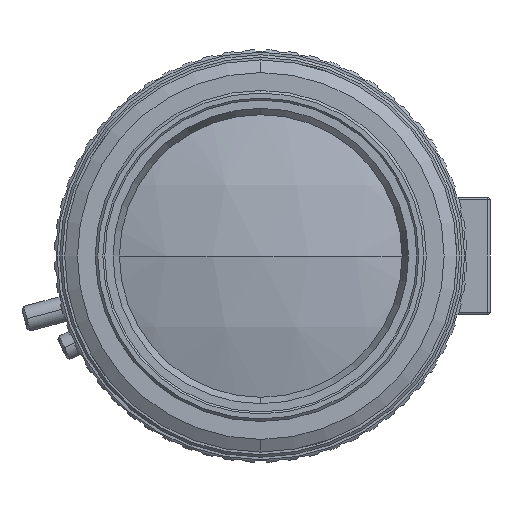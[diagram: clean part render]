
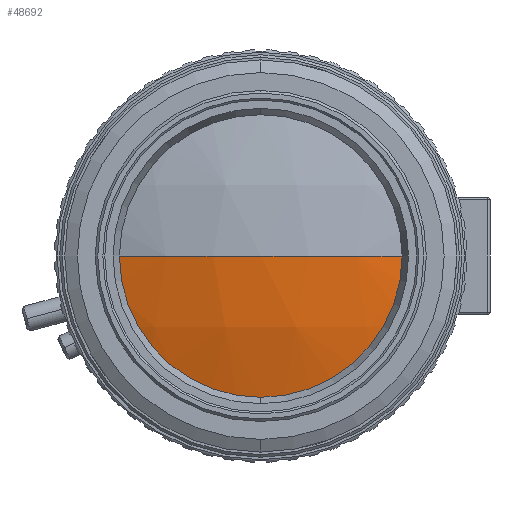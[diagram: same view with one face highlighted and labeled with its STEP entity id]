
A CAD part, left-side view. The second image highlights one B-rep face of the part: STEP entity #48692.
In plain terms, the highlighted spherical face has radius 93.39 mm.
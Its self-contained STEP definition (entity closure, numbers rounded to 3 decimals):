
#367 = DIRECTION ( 'NONE',  ( 0., 1., 0. ) ) ;
#1142 = CIRCLE ( 'NONE', #27225, 93.39 ) ;
#5712 = DIRECTION ( 'NONE',  ( 0., 1., 0. ) ) ;
#9190 = CARTESIAN_POINT ( 'NONE',  ( -67.5, 0., 0. ) ) ;
#11281 = FACE_OUTER_BOUND ( 'NONE', #37530, .T. ) ;
#12592 = DIRECTION ( 'NONE',  ( -1., 0., 0. ) ) ;
#16722 = CARTESIAN_POINT ( 'NONE',  ( -67.5, 0., 0. ) ) ;
#19121 = VERTEX_POINT ( 'NONE', #47477 ) ;
#21218 = DIRECTION ( 'NONE',  ( 0., 0., 1. ) ) ;
#23273 = VERTEX_POINT ( 'NONE', #49954 ) ;
#23985 = ORIENTED_EDGE ( 'NONE', *, *, #38523, .F. ) ;
#27225 = AXIS2_PLACEMENT_3D ( 'NONE', #29418, #36020, #5712 ) ;
#29418 = CARTESIAN_POINT ( 'NONE',  ( -67.5, 0., 0. ) ) ;
#30187 = CIRCLE ( 'NONE', #41305, 27.75 ) ;
#30229 = CIRCLE ( 'NONE', #51250, 93.39 ) ;
#33436 = EDGE_CURVE ( 'NONE', #23273, #73868, #1142, .T. ) ;
#36020 = DIRECTION ( 'NONE',  ( 0., 0., -1. ) ) ;
#37530 = EDGE_LOOP ( 'NONE', ( #62653, #41125, #23985, #38294 ) ) ;
#38294 = ORIENTED_EDGE ( 'NONE', *, *, #51518, .T. ) ;
#38523 = EDGE_CURVE ( 'NONE', #19121, #73868, #30229, .T. ) ;
#39521 = CARTESIAN_POINT ( 'NONE',  ( -156.672, 0., 0. ) ) ;
#40387 = DIRECTION ( 'NONE',  ( 0., 0., -1. ) ) ;
#41125 = ORIENTED_EDGE ( 'NONE', *, *, #33436, .T. ) ;
#41305 = AXIS2_PLACEMENT_3D ( 'NONE', #53707, #12592, #65315 ) ;
#47477 = CARTESIAN_POINT ( 'NONE',  ( -156.672, 27.75, 0. ) ) ;
#47894 = EDGE_CURVE ( 'NONE', #52423, #23273, #75581, .T. ) ;
#48692 = ADVANCED_FACE ( 'NONE', ( #11281 ), #69827, .T. ) ;
#49954 = CARTESIAN_POINT ( 'NONE',  ( -156.672, -27.75, 0. ) ) ;
#51250 = AXIS2_PLACEMENT_3D ( 'NONE', #9190, #21218, #68511 ) ;
#51518 = EDGE_CURVE ( 'NONE', #19121, #52423, #30187, .T. ) ;
#52423 = VERTEX_POINT ( 'NONE', #74761 ) ;
#53707 = CARTESIAN_POINT ( 'NONE',  ( -156.672, 0., 0. ) ) ;
#57423 = CARTESIAN_POINT ( 'NONE',  ( -160.89, 0., 0. ) ) ;
#62653 = ORIENTED_EDGE ( 'NONE', *, *, #47894, .T. ) ;
#63158 = DIRECTION ( 'NONE',  ( 0., 0., 1. ) ) ;
#63323 = AXIS2_PLACEMENT_3D ( 'NONE', #16722, #40387, #367 ) ;
#65315 = DIRECTION ( 'NONE',  ( 0., 0., 1. ) ) ;
#68511 = DIRECTION ( 'NONE',  ( 1., 0., 0. ) ) ;
#69327 = DIRECTION ( 'NONE',  ( -1., 0., 0. ) ) ;
#69827 = SPHERICAL_SURFACE ( 'NONE', #63323, 93.39 ) ;
#71843 = AXIS2_PLACEMENT_3D ( 'NONE', #39521, #69327, #63158 ) ;
#73868 = VERTEX_POINT ( 'NONE', #57423 ) ;
#74761 = CARTESIAN_POINT ( 'NONE',  ( -156.672, 0., -27.75 ) ) ;
#75581 = CIRCLE ( 'NONE', #71843, 27.75 ) ;
